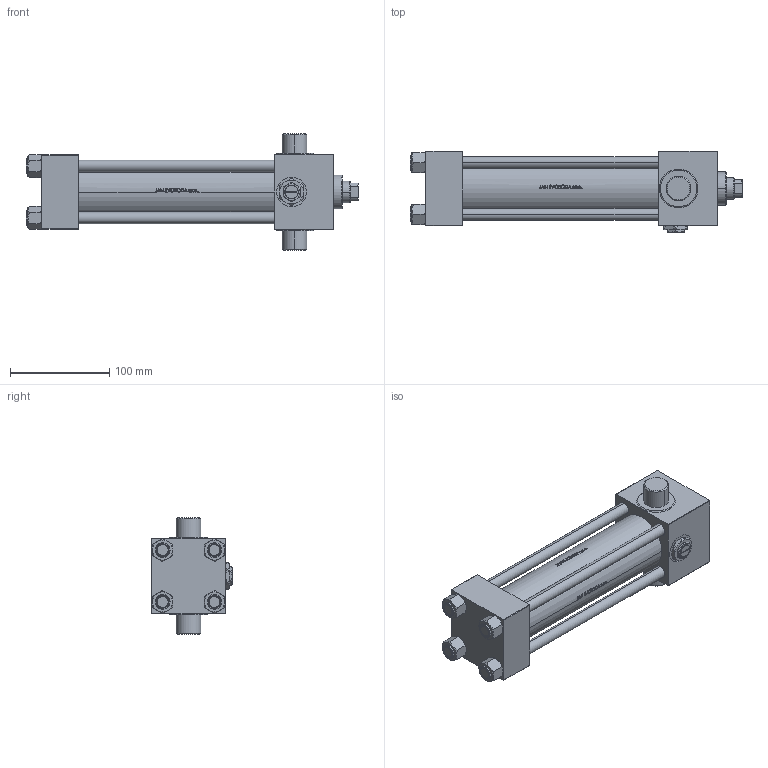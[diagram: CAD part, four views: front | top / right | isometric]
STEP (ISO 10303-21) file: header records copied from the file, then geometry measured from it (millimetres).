
FILE_DESCRIPTION (( 'STEP AP203' ), '1' );
FILE_NAME ('073f.STEP', '2022-04-16T04:03:32', ( '' ), ( '' ), 'SwSTEP 2.0', 'SolidWorks 2019', '' );
FILE_SCHEMA (( 'CONFIG_CONTROL_DESIGN' ));
Length unit declared in the file: millimetre
Products named in the file (7): 073f; NUT_M5_K c5fb087a10d27620200ed9152155cea3; V215_VC_A c5fb087a10d27620200ed9152155cea3; V215CR_K_TYCINKA c5fb087a10d27620200ed9152155cea3; V215CR_K_Body c5fb087a10d27620200ed9152155cea3; V215CR_VCP_K c5fb087a10d27620200ed9152155cea3; Zatka_pro_OIL_PORT c5fb087a10d27620200ed9152155cea3
Assembly tree (12 placements, depth 2):
  073f
    V215CR_K_Body c5fb087a10d27620200ed9152155cea3
    V215CR_VCP_K c5fb087a10d27620200ed9152155cea3
    V215CR_K_TYCINKA c5fb087a10d27620200ed9152155cea3  x4
    NUT_M5_K c5fb087a10d27620200ed9152155cea3  x4
    V215_VC_A c5fb087a10d27620200ed9152155cea3
    Zatka_pro_OIL_PORT c5fb087a10d27620200ed9152155cea3
Bounding box: 335 x 82 x 118 mm (x, y, z)
Volume: 873996.2 mm3; surface area: 225107 mm2
Topology: 12 solids, 12 shells, 1127 faces, 2833 edges, 1819 vertices
Faces by surface type: plane 455, bspline 380, cone 152, cylinder 128, torus 12
Entity records: 48662 total; most frequent: CARTESIAN_POINT 26211, ORIENTED_EDGE 5158, DIRECTION 3185, EDGE_CURVE 2579, VERTEX_POINT 1675, LINE 1307, VECTOR 1307, EDGE_LOOP 1110
